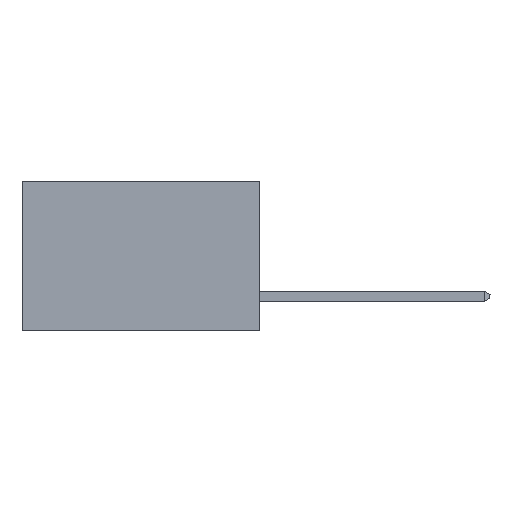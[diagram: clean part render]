
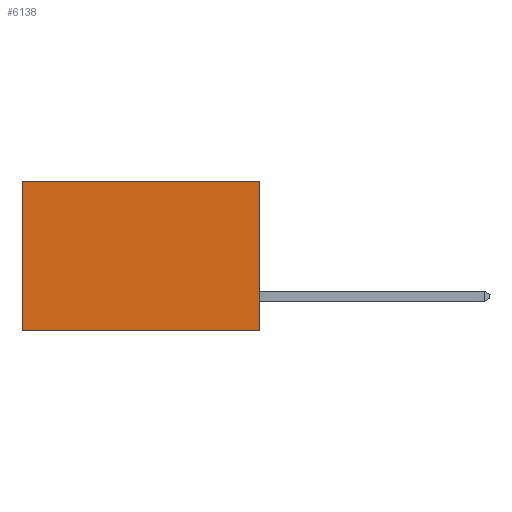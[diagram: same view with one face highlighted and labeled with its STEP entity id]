
A CAD part, left-side view. The second image highlights one B-rep face of the part: STEP entity #6138.
In plain terms, the highlighted planar face has unit normal (-1, 0, 0).
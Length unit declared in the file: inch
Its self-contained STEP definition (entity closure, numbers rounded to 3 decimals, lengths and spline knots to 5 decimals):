
#41 = LINE ( 'NONE', #14197, #11959 ) ;
#206 = VERTEX_POINT ( 'NONE', #10158 ) ;
#828 = ORIENTED_EDGE ( 'NONE', *, *, #5910, .F. ) ;
#1374 = VECTOR ( 'NONE', #19362, 39.37008 ) ;
#2416 = CARTESIAN_POINT ( 'NONE',  ( 0.277, 0., -0.37 ) ) ;
#2966 = EDGE_LOOP ( 'NONE', ( #21289, #828, #21228, #15250 ) ) ;
#3596 = DIRECTION ( 'NONE',  ( 0., 0., -1. ) ) ;
#4965 = CARTESIAN_POINT ( 'NONE',  ( 0.277, 0., -0.37 ) ) ;
#5409 = PLANE ( 'NONE',  #8037 ) ;
#5910 = EDGE_CURVE ( 'NONE', #17355, #24662, #20248, .T. ) ;
#6031 = DIRECTION ( 'NONE',  ( 0., 1., 0. ) ) ;
#6075 = EDGE_CURVE ( 'NONE', #26265, #206, #11345, .T. ) ;
#6138 = ADVANCED_FACE ( 'NONE', ( #25480 ), #5409, .F. ) ;
#6830 = CARTESIAN_POINT ( 'NONE',  ( 0.277, 0., 0. ) ) ;
#7677 = LINE ( 'NONE', #2416, #1374 ) ;
#8037 = AXIS2_PLACEMENT_3D ( 'NONE', #4965, #19512, #17887 ) ;
#9580 = DIRECTION ( 'NONE',  ( 0., 1., 0. ) ) ;
#9603 = CARTESIAN_POINT ( 'NONE',  ( 0.277, 0., -0.37 ) ) ;
#9942 = EDGE_CURVE ( 'NONE', #26265, #17355, #7677, .T. ) ;
#10158 = CARTESIAN_POINT ( 'NONE',  ( 0.277, 0.59, 0. ) ) ;
#11345 = LINE ( 'NONE', #6830, #16331 ) ;
#11959 = VECTOR ( 'NONE', #3596, 39.37008 ) ;
#14197 = CARTESIAN_POINT ( 'NONE',  ( 0.277, 0.59, -0.37 ) ) ;
#15250 = ORIENTED_EDGE ( 'NONE', *, *, #6075, .T. ) ;
#16331 = VECTOR ( 'NONE', #6031, 39.37008 ) ;
#17313 = CARTESIAN_POINT ( 'NONE',  ( 0.277, 0.59, -0.37 ) ) ;
#17355 = VERTEX_POINT ( 'NONE', #25083 ) ;
#17887 = DIRECTION ( 'NONE',  ( 0., 0., -1. ) ) ;
#19362 = DIRECTION ( 'NONE',  ( 0., 0., -1. ) ) ;
#19512 = DIRECTION ( 'NONE',  ( 1., 0., 0. ) ) ;
#20248 = LINE ( 'NONE', #9603, #25810 ) ;
#21228 = ORIENTED_EDGE ( 'NONE', *, *, #9942, .F. ) ;
#21289 = ORIENTED_EDGE ( 'NONE', *, *, #24326, .T. ) ;
#24326 = EDGE_CURVE ( 'NONE', #206, #24662, #41, .T. ) ;
#24662 = VERTEX_POINT ( 'NONE', #17313 ) ;
#24795 = CARTESIAN_POINT ( 'NONE',  ( 0.277, 0., 0. ) ) ;
#25083 = CARTESIAN_POINT ( 'NONE',  ( 0.277, 0., -0.37 ) ) ;
#25480 = FACE_OUTER_BOUND ( 'NONE', #2966, .T. ) ;
#25810 = VECTOR ( 'NONE', #9580, 39.37008 ) ;
#26265 = VERTEX_POINT ( 'NONE', #24795 ) ;
